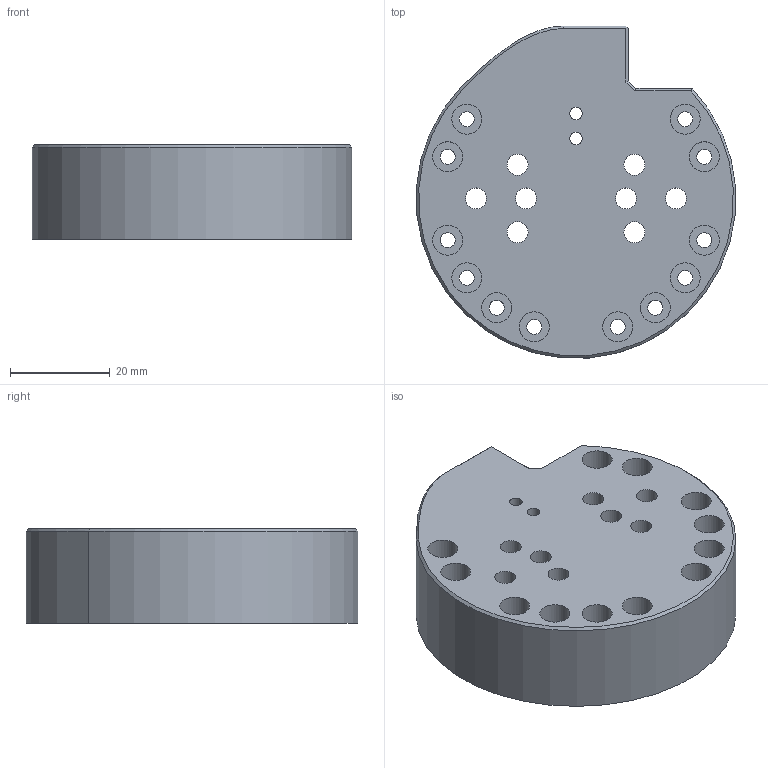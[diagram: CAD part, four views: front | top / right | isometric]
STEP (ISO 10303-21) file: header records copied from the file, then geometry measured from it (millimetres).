
FILE_DESCRIPTION(/* description */ ('STEP AP242','CAx-IF Rec.Pracs.---Representation and Presentation of Product Manufacturing Information (PMI)---4.0---2014-10-13','CAx-IF Rec.Pracs.---3D Tessellated Geometry---0.4---2014-09-14','2;1'),/* implementation_level */ '2;1');
FILE_NAME(/* name */ 'Output DC base - Housing DC base',/* time_stamp */ '2025-03-19T21:06:29Z',/* author */ (''),/* organization */ (''),/* preprocessor_version */ 'ST-DEVELOPER v20',/* originating_system */ 'ONSHAPE BY PTC INC, 1.195',/* authorisation */ ' ');
FILE_SCHEMA (('AP242_MANAGED_MODEL_BASED_3D_ENGINEERING_MIM_LF { 1 0 10303 442 1 1 4 }'));
Length unit declared in the file: metre
Products named in the file (1): Housing DC base
Bounding box: 63.85 x 66.38 x 19 mm (x, y, z)
Volume: 37330.7 mm3; surface area: 16005.3 mm2
Topology: 1 solids, 1 shells, 78 faces, 185 edges, 121 vertices
Faces by surface type: plane 37, cylinder 37, bspline 2, cone 2
Full cylindrical faces by diameter (mm): 2.5 x2, 3 x12, 4.2 x8, 6 x12, 13 x1
Entity records: 2232 total; most frequent: CARTESIAN_POINT 399, DIRECTION 373, ORIENTED_EDGE 300, EDGE_LOOP 169, FACE_BOUND 169, AXIS2_PLACEMENT_3D 154, EDGE_CURVE 150, VERTEX_POINT 121
